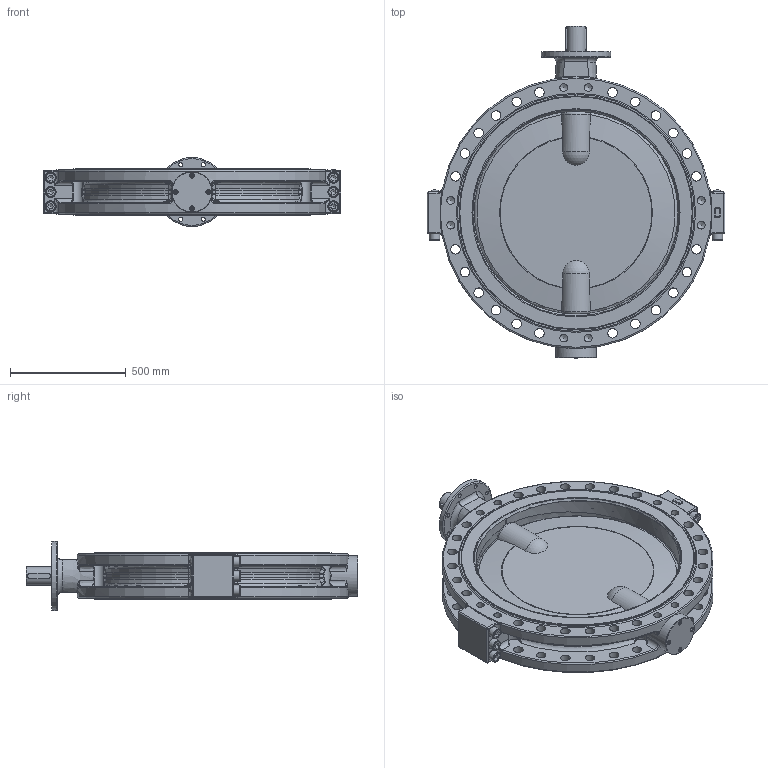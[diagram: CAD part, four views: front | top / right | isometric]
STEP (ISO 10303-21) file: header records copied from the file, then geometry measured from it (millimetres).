
FILE_DESCRIPTION(/* description */ (''),/* implementation_level */ '2;1');
FILE_NAME(/* name */ 'T212-A DN900.stp',/* time_stamp */ '2018-12-11T14:58:45+01:00',/* author */ ('hellwig'),/* organization */ (''),/* preprocessor_version */ 'ST-DEVELOPER v16.5',/* originating_system */ 'Autodesk Inventor 2017',/* authorisation */ '');
FILE_SCHEMA (('CONFIG_CONTROL_DESIGN'));
Length unit declared in the file: millimetre
Products named in the file (1): M55698
Bounding box: 1284 x 1432 x 298 mm (x, y, z)
Volume: 106304873.2 mm3; surface area: 6128991.8 mm2
Topology: 1 solids, 24 shells, 865 faces, 2116 edges, 1297 vertices
Faces by surface type: cylinder 251, plane 183, bspline 168, torus 110, cone 99, sphere 54
Full cylindrical faces by diameter (mm): 10 x2, 10.106 x4, 12 x4, 13 x4, 13.835 x2, 18 x12, 20 x4, 29.211 x6, 30 x6, 33 x6, 33.528 x16, 41 x24, 41.1 x24, 45 x6, 48 x6, 80 x2, 90 x6, 91 x1, 95 x5, 102.3 x1, 106.3 x2, 107 x1, 118 x1, 175 x1, 200 x1, 298 x1, 887.3 x1, 890.3 x2, 1005 x2, 1009 x2
Entity records: 31740 total; most frequent: CARTESIAN_POINT 13142, DIRECTION 3500, ORIENTED_EDGE 3414, EDGE_CURVE 1707, AXIS2_PLACEMENT_3D 1601, EDGE_LOOP 1298, VERTEX_POINT 1179, CIRCLE 875
